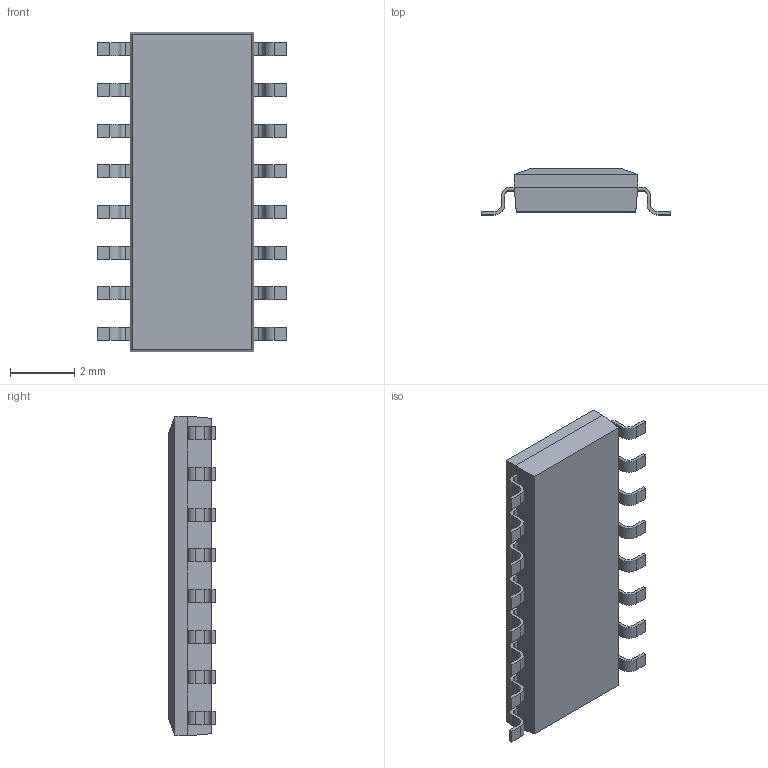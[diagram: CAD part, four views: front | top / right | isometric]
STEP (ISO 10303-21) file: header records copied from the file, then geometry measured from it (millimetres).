
FILE_DESCRIPTION (( 'STEP AP214' ), '1' );
FILE_NAME ('SW3DPS-SO-16-DEFAULT.STEP', '2009-07-16T08:05:01', ( 'sysAdmin' ), ( 'SolidWorks' ), 'SwSTEP 2.0', 'SolidWorks 2009', '' );
FILE_SCHEMA (( 'AUTOMOTIVE_DESIGN' ));
Length unit declared in the file: inch
Products named in the file (1): SW3DPS-SO-16-DEFAULT
Bounding box: 5.91 x 1.45 x 9.98 mm (x, y, z)
Volume: 51 mm3; surface area: 134 mm2
Topology: 1 solids, 1 shells, 225 faces, 626 edges, 404 vertices
Faces by surface type: plane 159, cylinder 66
Entity records: 7354 total; most frequent: CARTESIAN_POINT 1256, ORIENTED_EDGE 1252, DIRECTION 1210, EDGE_CURVE 626, LINE 494, VECTOR 494, VERTEX_POINT 404, AXIS2_PLACEMENT_3D 358
